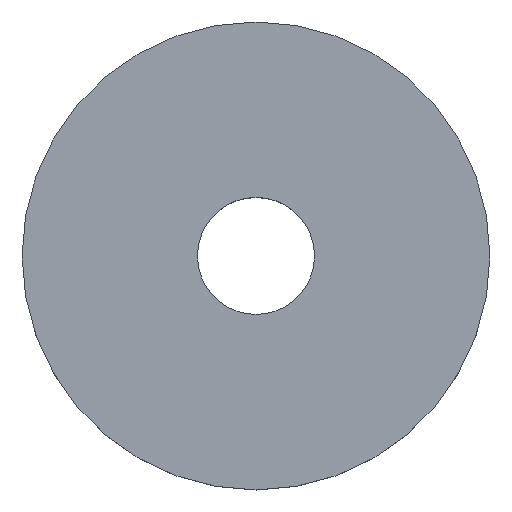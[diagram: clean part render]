
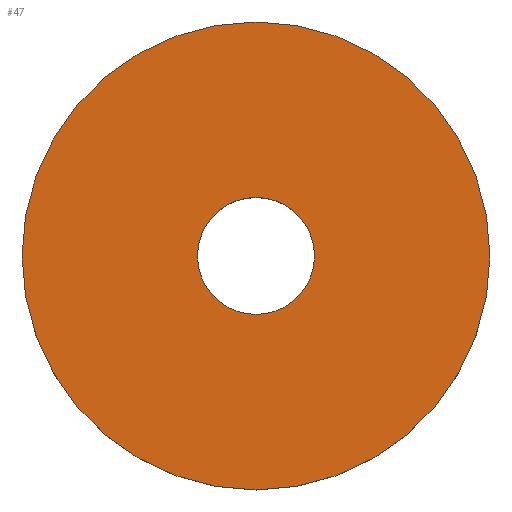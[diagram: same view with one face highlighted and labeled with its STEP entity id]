
A CAD part, top view. The second image highlights one B-rep face of the part: STEP entity #47.
In plain terms, the highlighted planar face has unit normal (0, 0, 1).
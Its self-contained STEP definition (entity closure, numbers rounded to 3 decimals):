
#5 = VERTEX_POINT ( 'NONE', #19 ) ;
#8 = EDGE_LOOP ( 'NONE', ( #140 ) ) ;
#10 = DIRECTION ( 'NONE',  ( 0., 0., -1. ) ) ;
#19 = CARTESIAN_POINT ( 'NONE',  ( 0., 20., 5. ) ) ;
#24 = CARTESIAN_POINT ( 'NONE',  ( 0., 5., 5. ) ) ;
#28 = VERTEX_POINT ( 'NONE', #136 ) ;
#37 = PLANE ( 'NONE',  #50 ) ;
#38 = EDGE_CURVE ( 'NONE', #5, #5, #66, .T. ) ;
#47 = ADVANCED_FACE ( 'NONE', ( #152, #153 ), #37, .T. ) ;
#50 = AXIS2_PLACEMENT_3D ( 'NONE', #24, #69, #122 ) ;
#60 = ORIENTED_EDGE ( 'NONE', *, *, #38, .F. ) ;
#66 = CIRCLE ( 'NONE', #79, 20. ) ;
#69 = DIRECTION ( 'NONE',  ( 0., 0., 1. ) ) ;
#79 = AXIS2_PLACEMENT_3D ( 'NONE', #125, #10, #95 ) ;
#93 = EDGE_LOOP ( 'NONE', ( #60 ) ) ;
#95 = DIRECTION ( 'NONE',  ( 0., 1., 0. ) ) ;
#110 = CIRCLE ( 'NONE', #163, 5. ) ;
#119 = CARTESIAN_POINT ( 'NONE',  ( 0., 0., 5. ) ) ;
#122 = DIRECTION ( 'NONE',  ( 0., -1., 0. ) ) ;
#125 = CARTESIAN_POINT ( 'NONE',  ( 0., 0., 5. ) ) ;
#133 = DIRECTION ( 'NONE',  ( 0., 0., -1. ) ) ;
#136 = CARTESIAN_POINT ( 'NONE',  ( 0., 5., 5. ) ) ;
#139 = EDGE_CURVE ( 'NONE', #28, #28, #110, .T. ) ;
#140 = ORIENTED_EDGE ( 'NONE', *, *, #139, .T. ) ;
#152 = FACE_BOUND ( 'NONE', #8, .T. ) ;
#153 = FACE_OUTER_BOUND ( 'NONE', #93, .T. ) ;
#163 = AXIS2_PLACEMENT_3D ( 'NONE', #119, #133, #168 ) ;
#168 = DIRECTION ( 'NONE',  ( 0., 1., 0. ) ) ;
